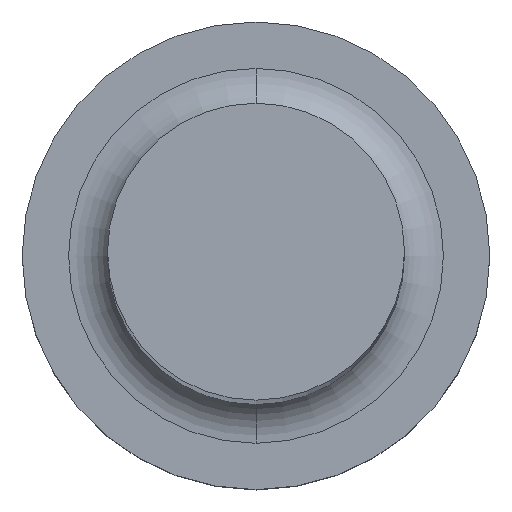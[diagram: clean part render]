
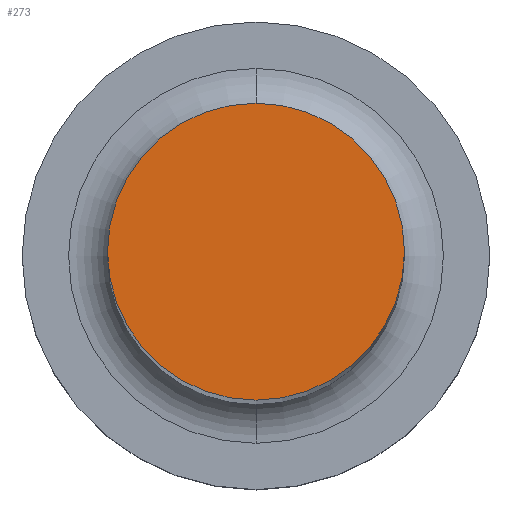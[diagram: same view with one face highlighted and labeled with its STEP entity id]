
A CAD part, top view. The second image highlights one B-rep face of the part: STEP entity #273.
In plain terms, the highlighted planar face has unit normal (0, 0, 1).
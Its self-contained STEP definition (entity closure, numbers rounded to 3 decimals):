
#8 = EDGE_CURVE ( 'NONE', #1273, #1133, #269, .T. ) ;
#79 = CIRCLE ( 'NONE', #1017, 20. ) ;
#202 = PLANE ( 'NONE',  #346 ) ;
#221 = DIRECTION ( 'NONE',  ( 0., 0., 1. ) ) ;
#269 = CIRCLE ( 'NONE', #1343, 20. ) ;
#273 = ADVANCED_FACE ( 'NONE', ( #762 ), #202, .T. ) ;
#303 = CARTESIAN_POINT ( 'NONE',  ( 0., 0., 346. ) ) ;
#346 = AXIS2_PLACEMENT_3D ( 'NONE', #730, #221, #1162 ) ;
#351 = EDGE_LOOP ( 'NONE', ( #365, #455 ) ) ;
#365 = ORIENTED_EDGE ( 'NONE', *, *, #8, .F. ) ;
#438 = EDGE_CURVE ( 'NONE', #1133, #1273, #79, .T. ) ;
#455 = ORIENTED_EDGE ( 'NONE', *, *, #438, .F. ) ;
#462 = CARTESIAN_POINT ( 'NONE',  ( -20., 0., 346. ) ) ;
#532 = CARTESIAN_POINT ( 'NONE',  ( 20., 0., 346. ) ) ;
#730 = CARTESIAN_POINT ( 'NONE',  ( 0., 0., 346. ) ) ;
#762 = FACE_OUTER_BOUND ( 'NONE', #351, .T. ) ;
#1009 = DIRECTION ( 'NONE',  ( 0., 0., -1. ) ) ;
#1017 = AXIS2_PLACEMENT_3D ( 'NONE', #303, #1246, #1033 ) ;
#1033 = DIRECTION ( 'NONE',  ( -1., 0., 0. ) ) ;
#1109 = CARTESIAN_POINT ( 'NONE',  ( 0., 0., 346. ) ) ;
#1115 = DIRECTION ( 'NONE',  ( -1., 0., 0. ) ) ;
#1133 = VERTEX_POINT ( 'NONE', #532 ) ;
#1162 = DIRECTION ( 'NONE',  ( 1., 0., 0. ) ) ;
#1246 = DIRECTION ( 'NONE',  ( 0., 0., -1. ) ) ;
#1273 = VERTEX_POINT ( 'NONE', #462 ) ;
#1343 = AXIS2_PLACEMENT_3D ( 'NONE', #1109, #1009, #1115 ) ;
